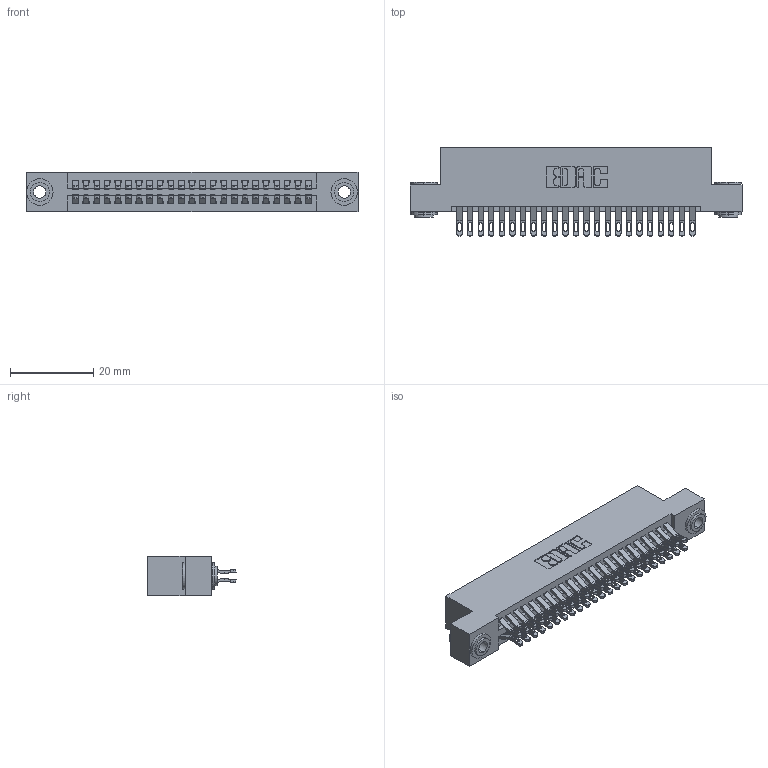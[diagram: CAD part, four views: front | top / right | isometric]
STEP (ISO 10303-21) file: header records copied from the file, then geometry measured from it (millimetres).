
FILE_DESCRIPTION (( 'STEP AP203' ), '1' );
FILE_NAME ('395-046-555-203.STEP', '2018-11-16T17:14:19', ( '' ), ( '' ), 'SwSTEP 2.0', 'SolidWorks 2016', '' );
FILE_SCHEMA (( 'CONFIG_CONTROL_DESIGN' ));
Length unit declared in the file: inch
Products named in the file (4): 395-046-555-203; 345-292-001_555 Tail; 345 Part_Flush Mounting Lugs - 0.156 Dia-TH; 345-250-002_345-250-002-102
Assembly tree (49 placements, depth 2):
  395-046-555-203
    345 Part_Flush Mounting Lugs - 0.156 Dia-TH
    345-292-001_555 Tail  x46
    345-250-002_345-250-002-102  x2
Bounding box: 79.63 x 21.13 x 9.4 mm (x, y, z)
Volume: 7711.7 mm3; surface area: 11700.2 mm2
Topology: 49 solids, 49 shells, 2740 faces, 8559 edges, 5702 vertices
Faces by surface type: plane 1516, cylinder 1216, cone 8
Entity records: 21580 total; most frequent: CARTESIAN_POINT 3645, ORIENTED_EDGE 3542, DIRECTION 3237, EDGE_CURVE 1771, VECTOR 1503, LINE 1503, VERTEX_POINT 1178, AXIS2_PLACEMENT_3D 867
